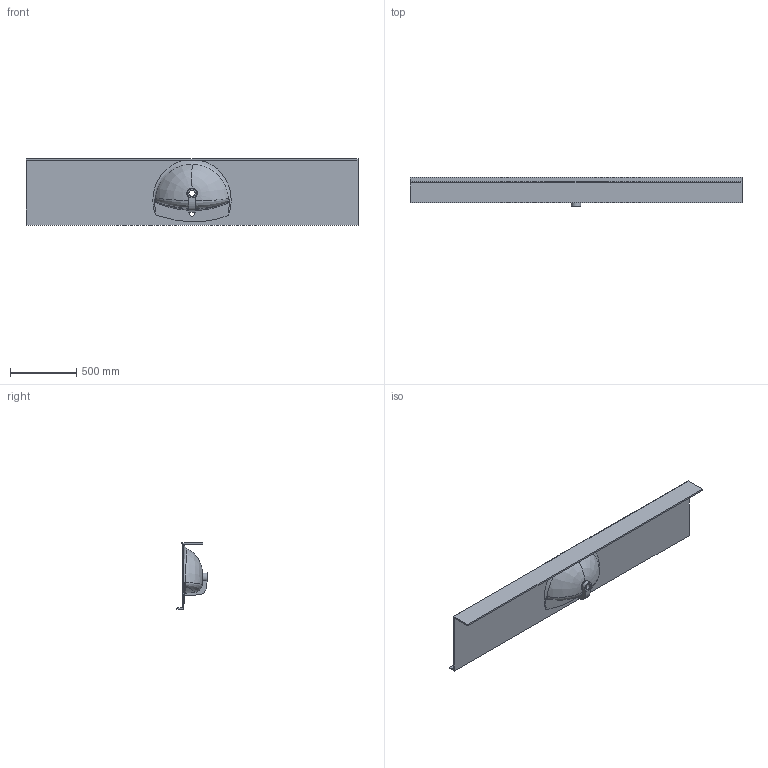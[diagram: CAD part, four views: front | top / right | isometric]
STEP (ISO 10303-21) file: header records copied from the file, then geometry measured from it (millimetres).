
FILE_DESCRIPTION (( 'STEP AP203' ), '1' );
FILE_NAME ('Tangent_Varicor120.STEP', '2021-08-16T09:17:22', ( '' ), ( '' ), 'SwSTEP 2.0', 'SolidWorks 2020', '' );
FILE_SCHEMA (( 'CONFIG_CONTROL_DESIGN' ));
Length unit declared in the file: millimetre
Products named in the file (1): Tangent_Varicor120
Bounding box: 2500 x 225.94 x 500 mm (x, y, z)
Volume: 21865291 mm3; surface area: 3661051.3 mm2
Topology: 1 solids, 1 shells, 50 faces, 140 edges, 89 vertices
Faces by surface type: bspline 22, plane 15, cylinder 9, cone 4
Entity records: 17306 total; most frequent: CARTESIAN_POINT 16153, ORIENTED_EDGE 276, DIRECTION 142, EDGE_CURVE 138, VERTEX_POINT 89, B_SPLINE_CURVE_WITH_KNOTS 72, EDGE_LOOP 53, FACE_OUTER_BOUND 50
